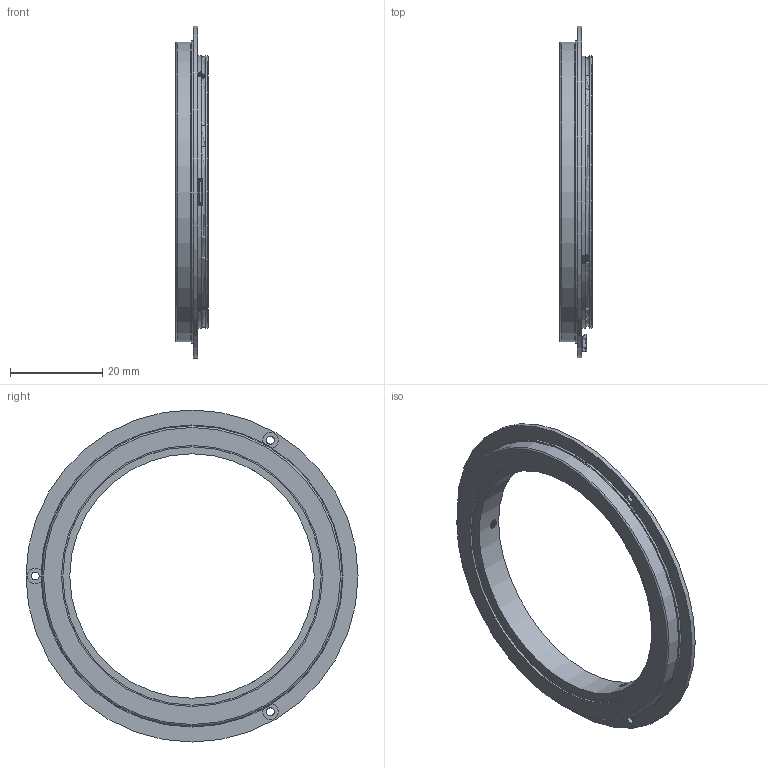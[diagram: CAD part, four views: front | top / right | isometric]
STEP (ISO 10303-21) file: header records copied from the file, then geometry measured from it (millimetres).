
FILE_DESCRIPTION (( 'STEP AP214' ), '1' );
FILE_NAME ('MBS-53-72.step', '2022-08-01T08:55:11', ( '' ), ( '' ), 'SwSTEP 2.0', 'SolidWorks 2021', '' );
FILE_SCHEMA (( 'AUTOMOTIVE_DESIGN' ));
Length unit declared in the file: millimetre
Products named in the file (1): MBS-53-72
Bounding box: 7 x 72 x 72 mm (x, y, z)
Volume: 5059.4 mm3; surface area: 11052.5 mm2
Topology: 5 solids, 5 shells, 539 faces, 1447 edges, 955 vertices
Faces by surface type: plane 374, bspline 100, cylinder 51, cone 9, torus 5
Full cylindrical faces by diameter (mm): 1.7 x3, 3.4 x6, 53 x1, 56 x1, 56.02 x1, 56.6 x1, 59 x3, 60 x1, 64 x1, 65 x1, 65.5 x1, 72 x1
Entity records: 68251 total; most frequent: CARTESIAN_POINT 52725, ORIENTED_EDGE 2826, DIRECTION 2136, EDGE_CURVE 1413, VECTOR 1046, LINE 1046, VERTEX_POINT 948, EDGE_LOOP 623
